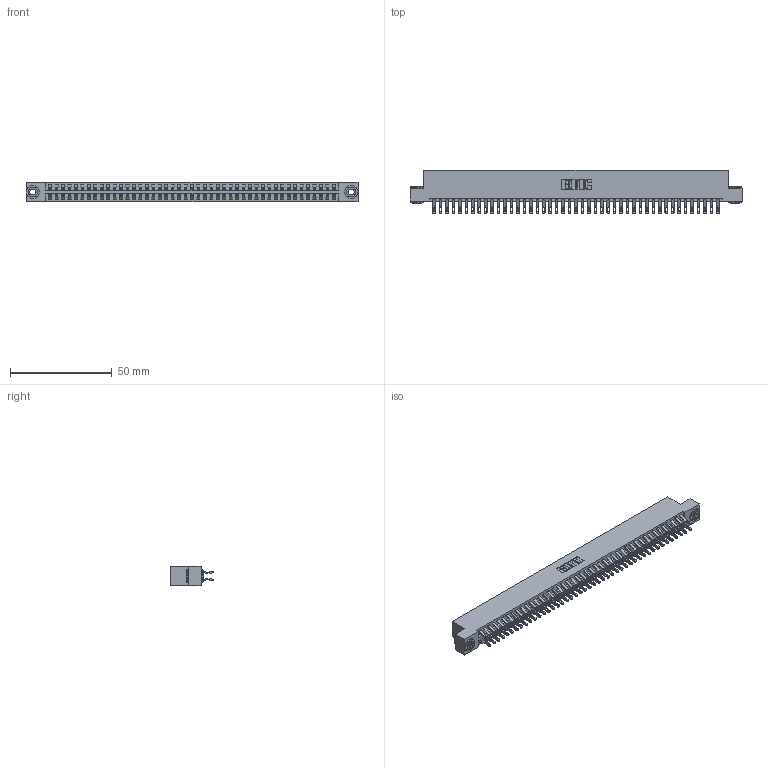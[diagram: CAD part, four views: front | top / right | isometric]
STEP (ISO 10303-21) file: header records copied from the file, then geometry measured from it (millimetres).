
FILE_DESCRIPTION (( 'STEP AP203' ), '1' );
FILE_NAME ('396-090-555-203.STEP', '2019-10-31T02:07:05', ( '' ), ( '' ), 'SwSTEP 2.0', 'SolidWorks 2016', '' );
FILE_SCHEMA (( 'CONFIG_CONTROL_DESIGN' ));
Length unit declared in the file: inch
Products named in the file (4): 345-292-001_555 Tail; 346 Part_Flush Mounting Lugs - 0.156 Dia-TH; 345-250-002_345-250-002-102; 396-090-555-203
Assembly tree (93 placements, depth 2):
  396-090-555-203
    346 Part_Flush Mounting Lugs - 0.156 Dia-TH
    345-292-001_555 Tail  x90
    345-250-002_345-250-002-102  x2
Bounding box: 163.45 x 21.46 x 9.4 mm (x, y, z)
Volume: 16242 mm3; surface area: 23517.7 mm2
Topology: 93 solids, 93 shells, 5380 faces, 16875 edges, 11246 vertices
Faces by surface type: plane 3056, cylinder 2316, cone 8
Entity records: 29940 total; most frequent: CARTESIAN_POINT 4941, ORIENTED_EDGE 4838, DIRECTION 4405, EDGE_CURVE 2419, LINE 2063, VECTOR 2063, VERTEX_POINT 1610, AXIS2_PLACEMENT_3D 1171
